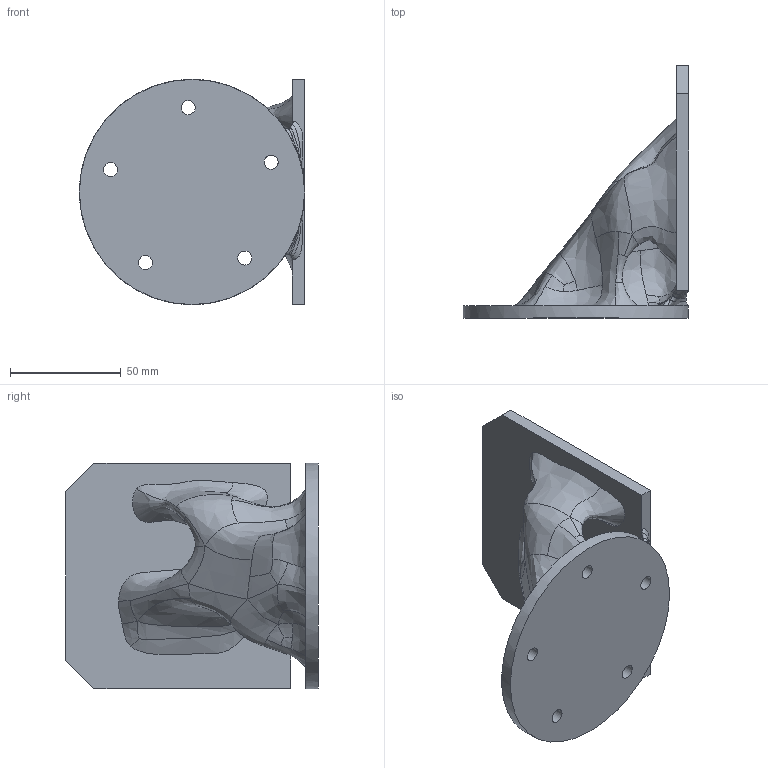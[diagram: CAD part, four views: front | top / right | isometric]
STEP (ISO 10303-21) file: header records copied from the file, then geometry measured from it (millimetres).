
FILE_DESCRIPTION(/* description */ (''),/* implementation_level */ '2;1');
FILE_NAME(/* name */ 'gen design shelf v5.step',/* time_stamp */ '2024-09-17T19:25:53-07:00',/* author */ (''),/* organization */ (''),/* preprocessor_version */ 'ST-DEVELOPER v20',/* originating_system */ 'Autodesk Translation Framework v13.14.0.145',/* authorisation */ '');
FILE_SCHEMA (('AUTOMOTIVE_DESIGN { 1 0 10303 214 3 1 1 }'));
Length unit declared in the file: inch
Products named in the file (1): gen design shelf
Bounding box: 101.6 x 113.91 x 101.6 mm (x, y, z)
Volume: 202202.6 mm3; surface area: 49333.5 mm2
Topology: 1 solids, 1 shells, 84 faces, 220 edges, 137 vertices
Faces by surface type: bspline 68, plane 10, cylinder 6
Full cylindrical faces by diameter (mm): 6.35 x5, 101.6 x1
Entity records: 12132 total; most frequent: CARTESIAN_POINT 10578, ORIENTED_EDGE 440, EDGE_CURVE 220, B_SPLINE_CURVE_WITH_KNOTS 182, VERTEX_POINT 137, EDGE_LOOP 95, DIRECTION 85, FACE_OUTER_BOUND 84
